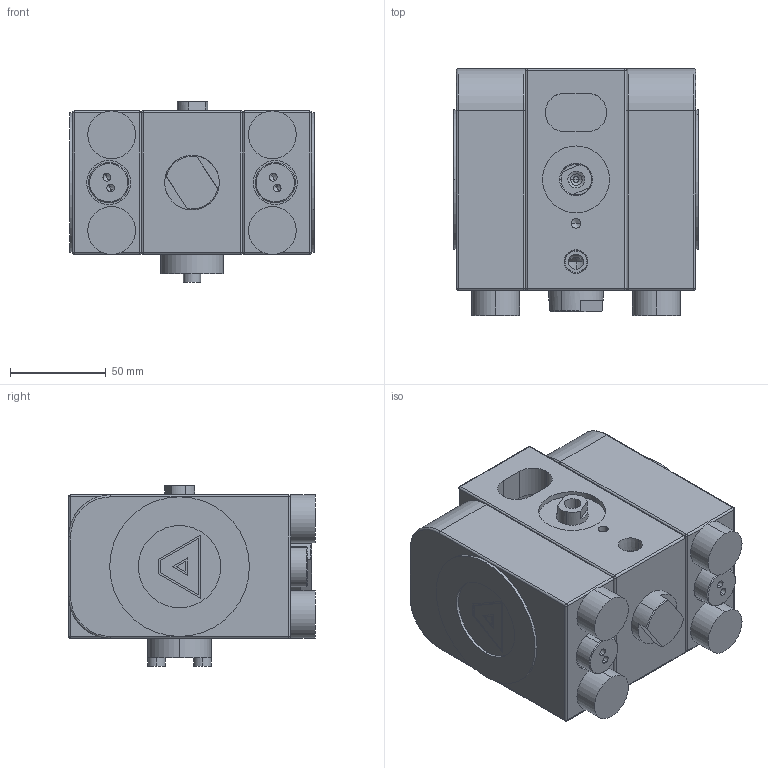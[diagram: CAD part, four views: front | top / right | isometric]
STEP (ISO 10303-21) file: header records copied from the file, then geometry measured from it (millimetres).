
FILE_DESCRIPTION (( 'STEP AP203' ), '1' );
FILE_NAME ('Assem-E08-ÍâÐÎ3D.STEP', '2025-06-23T04:33:05', ( '' ), ( '' ), 'SwSTEP 2.0', 'SolidWorks 2022', '' );
FILE_SCHEMA (( 'CONFIG_CONTROL_DESIGN' ));
Length unit declared in the file: millimetre
Products named in the file (19): 7 08 A14-Thread bolt_Basic; 1 08 A45-Muffler_Basic; 1 08 922.-Shock absorbers_Basic; 7 08 A19-Plug, center housing_Basic; 7 08 A18-Valve seat,cylinder valves_Basic; 7 08 A13-Locking bolt_Basic; 2 08 A12-Connecting sleeve_Basic; 1 08 A32-Ball valve_Basic; 7 08 A15-Valve stop，discharge valve_Basic; 7 08 A08-Tension disc_Basic; Assem-E08-外形3D; 7 08 A21-Housing bolt_Basic; 1 08 A47-Air inlet_Basic; Abdeckkappe Doppelende E 08 - PSG China.step_Basic; 7 08 A10-Side housing_Basic; 7 08 A17-Plug, side housing_Basic; 7 08 A11-Center housing_Basic; 2 08 A18-Valve seat,ball valves_Basic; 7 08 A16-Cylinder valve_Basic
Assembly tree (25 placements, depth 2):
  Assem-E08-外形3D
    7 08 A11-Center housing_Basic
    7 08 A10-Side housing_Basic  x2
    7 08 A21-Housing bolt_Basic
    2 08 A12-Connecting sleeve_Basic
    1 08 A32-Ball valve_Basic
    2 08 A18-Valve seat,ball valves_Basic
    7 08 A08-Tension disc_Basic
    7 08 A13-Locking bolt_Basic
    7 08 A14-Thread bolt_Basic
    7 08 A15-Valve stop，discharge valve_Basic  x2
    7 08 A16-Cylinder valve_Basic
    7 08 A17-Plug, side housing_Basic  x2
    7 08 A18-Valve seat,cylinder valves_Basic
    7 08 A19-Plug, center housing_Basic
    1 08 A47-Air inlet_Basic
    Abdeckkappe Doppelende E 08 - PSG China.step_Basic  x2
    1 08 922.-Shock absorbers_Basic  x4
    1 08 A45-Muffler_Basic
Bounding box: 128 x 129 x 94.42 mm (x, y, z)
Volume: 948623.7 mm3; surface area: 196524.3 mm2
Topology: 25 solids, 25 shells, 1104 faces, 2563 edges, 1547 vertices
Faces by surface type: cylinder 442, plane 313, torus 168, cone 163, sphere 18
Entity records: 26441 total; most frequent: CARTESIAN_POINT 5232, DIRECTION 4373, ORIENTED_EDGE 3716, EDGE_CURVE 1858, AXIS2_PLACEMENT_3D 1814, VERTEX_POINT 1148, CIRCLE 983, EDGE_LOOP 930
